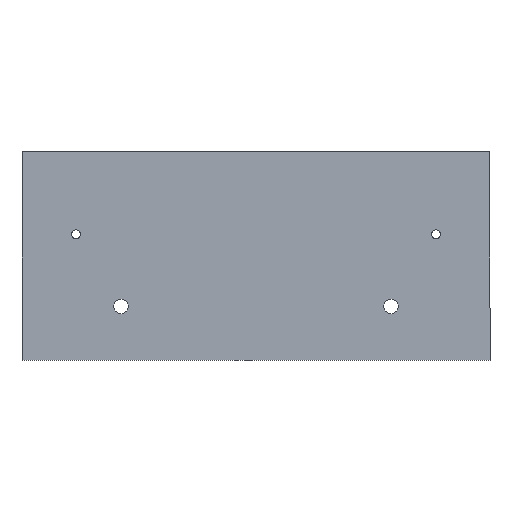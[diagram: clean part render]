
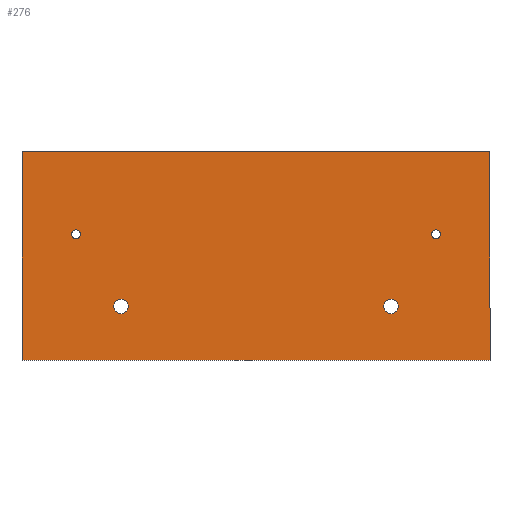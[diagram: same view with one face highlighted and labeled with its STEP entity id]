
A CAD part, top view. The second image highlights one B-rep face of the part: STEP entity #276.
In plain terms, the highlighted planar face has unit normal (0, 0, 1).
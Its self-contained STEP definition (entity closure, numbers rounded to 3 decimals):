
#3 = CARTESIAN_POINT ( 'NONE',  ( -54.731, 41.076, 2. ) ) ;
#6 = DIRECTION ( 'NONE',  ( 1., 0., 0. ) ) ;
#7 = CARTESIAN_POINT ( 'NONE',  ( -25.231, -1.924, 2. ) ) ;
#11 = EDGE_CURVE ( 'NONE', #23, #186, #479, .T. ) ;
#12 = VECTOR ( 'NONE', #200, 1000. ) ;
#16 = DIRECTION ( 'NONE',  ( 0., 0., 1. ) ) ;
#23 = VERTEX_POINT ( 'NONE', #32 ) ;
#32 = CARTESIAN_POINT ( 'NONE',  ( -54.731, 41.076, 2. ) ) ;
#34 = VERTEX_POINT ( 'NONE', #345 ) ;
#44 = CIRCLE ( 'NONE', #280, 1.25 ) ;
#56 = CARTESIAN_POINT ( 'NONE',  ( 75.269, 41.076, 2. ) ) ;
#57 = VERTEX_POINT ( 'NONE', #441 ) ;
#71 = CARTESIAN_POINT ( 'NONE',  ( -38.481, 18.076, 2. ) ) ;
#77 = VERTEX_POINT ( 'NONE', #339 ) ;
#83 = AXIS2_PLACEMENT_3D ( 'NONE', #211, #401, #143 ) ;
#86 = CARTESIAN_POINT ( 'NONE',  ( 59.019, 18.076, 2. ) ) ;
#92 = CARTESIAN_POINT ( 'NONE',  ( -27.231, -1.924, 2. ) ) ;
#93 = ORIENTED_EDGE ( 'NONE', *, *, #205, .F. ) ;
#94 = EDGE_CURVE ( 'NONE', #186, #344, #231, .T. ) ;
#95 = FACE_BOUND ( 'NONE', #217, .T. ) ;
#103 = CARTESIAN_POINT ( 'NONE',  ( 75.269, -16.924, 2. ) ) ;
#120 = AXIS2_PLACEMENT_3D ( 'NONE', #306, #454, #6 ) ;
#130 = ORIENTED_EDGE ( 'NONE', *, *, #11, .T. ) ;
#134 = EDGE_CURVE ( 'NONE', #139, #77, #268, .T. ) ;
#136 = DIRECTION ( 'NONE',  ( 1., 0., 0. ) ) ;
#139 = VERTEX_POINT ( 'NONE', #86 ) ;
#142 = EDGE_LOOP ( 'NONE', ( #204, #369 ) ) ;
#143 = DIRECTION ( 'NONE',  ( 1., 0., 0. ) ) ;
#147 = VERTEX_POINT ( 'NONE', #206 ) ;
#155 = DIRECTION ( 'NONE',  ( 1., 0., 0. ) ) ;
#157 = VERTEX_POINT ( 'NONE', #347 ) ;
#162 = LINE ( 'NONE', #455, #12 ) ;
#167 = CARTESIAN_POINT ( 'NONE',  ( -54.731, -16.924, 2. ) ) ;
#173 = CIRCLE ( 'NONE', #464, 2. ) ;
#176 = DIRECTION ( 'NONE',  ( 0., 0., 1. ) ) ;
#181 = DIRECTION ( 'NONE',  ( 1., 0., 0. ) ) ;
#183 = AXIS2_PLACEMENT_3D ( 'NONE', #465, #16, #136 ) ;
#186 = VERTEX_POINT ( 'NONE', #167 ) ;
#195 = ORIENTED_EDGE ( 'NONE', *, *, #426, .F. ) ;
#200 = DIRECTION ( 'NONE',  ( 0., 1., 0. ) ) ;
#204 = ORIENTED_EDGE ( 'NONE', *, *, #291, .F. ) ;
#205 = EDGE_CURVE ( 'NONE', #77, #139, #251, .T. ) ;
#206 = CARTESIAN_POINT ( 'NONE',  ( -40.981, 18.076, 2. ) ) ;
#209 = EDGE_CURVE ( 'NONE', #344, #286, #162, .T. ) ;
#210 = AXIS2_PLACEMENT_3D ( 'NONE', #263, #446, #440 ) ;
#211 = CARTESIAN_POINT ( 'NONE',  ( 47.769, -1.924, 2. ) ) ;
#212 = ORIENTED_EDGE ( 'NONE', *, *, #94, .T. ) ;
#216 = PLANE ( 'NONE',  #183 ) ;
#217 = EDGE_LOOP ( 'NONE', ( #398, #452 ) ) ;
#219 = VERTEX_POINT ( 'NONE', #7 ) ;
#228 = DIRECTION ( 'NONE',  ( 0., 0., 1. ) ) ;
#231 = LINE ( 'NONE', #261, #421 ) ;
#238 = EDGE_LOOP ( 'NONE', ( #130, #212, #404, #466 ) ) ;
#243 = DIRECTION ( 'NONE',  ( 1., 0., 0. ) ) ;
#251 = CIRCLE ( 'NONE', #120, 1.25 ) ;
#261 = CARTESIAN_POINT ( 'NONE',  ( -54.731, -16.924, 2. ) ) ;
#263 = CARTESIAN_POINT ( 'NONE',  ( -27.231, -1.924, 2. ) ) ;
#265 = CARTESIAN_POINT ( 'NONE',  ( -39.731, 18.076, 2. ) ) ;
#268 = CIRCLE ( 'NONE', #275, 1.25 ) ;
#271 = DIRECTION ( 'NONE',  ( 1., 0., 0. ) ) ;
#275 = AXIS2_PLACEMENT_3D ( 'NONE', #419, #277, #271 ) ;
#276 = ADVANCED_FACE ( 'NONE', ( #362, #431, #95, #394, #434 ), #216, .T. ) ;
#277 = DIRECTION ( 'NONE',  ( 0., 0., 1. ) ) ;
#280 = AXIS2_PLACEMENT_3D ( 'NONE', #265, #416, #442 ) ;
#286 = VERTEX_POINT ( 'NONE', #56 ) ;
#289 = VECTOR ( 'NONE', #481, 1000. ) ;
#291 = EDGE_CURVE ( 'NONE', #34, #157, #450, .T. ) ;
#292 = CARTESIAN_POINT ( 'NONE',  ( -54.731, 41.076, 2. ) ) ;
#297 = EDGE_CURVE ( 'NONE', #157, #34, #173, .T. ) ;
#306 = CARTESIAN_POINT ( 'NONE',  ( 60.269, 18.076, 2. ) ) ;
#310 = VECTOR ( 'NONE', #473, 1000. ) ;
#319 = CIRCLE ( 'NONE', #480, 1.25 ) ;
#321 = EDGE_CURVE ( 'NONE', #219, #57, #358, .T. ) ;
#324 = LINE ( 'NONE', #292, #310 ) ;
#337 = CARTESIAN_POINT ( 'NONE',  ( -39.731, 18.076, 2. ) ) ;
#339 = CARTESIAN_POINT ( 'NONE',  ( 61.519, 18.076, 2. ) ) ;
#342 = ORIENTED_EDGE ( 'NONE', *, *, #134, .F. ) ;
#344 = VERTEX_POINT ( 'NONE', #103 ) ;
#345 = CARTESIAN_POINT ( 'NONE',  ( 49.769, -1.924, 2. ) ) ;
#347 = CARTESIAN_POINT ( 'NONE',  ( 45.769, -1.924, 2. ) ) ;
#348 = EDGE_CURVE ( 'NONE', #286, #23, #324, .T. ) ;
#358 = CIRCLE ( 'NONE', #427, 2. ) ;
#359 = DIRECTION ( 'NONE',  ( 0., 0., 1. ) ) ;
#362 = FACE_BOUND ( 'NONE', #402, .T. ) ;
#369 = ORIENTED_EDGE ( 'NONE', *, *, #297, .F. ) ;
#378 = DIRECTION ( 'NONE',  ( 1., 0., 0. ) ) ;
#381 = CIRCLE ( 'NONE', #210, 2. ) ;
#394 = FACE_BOUND ( 'NONE', #471, .T. ) ;
#398 = ORIENTED_EDGE ( 'NONE', *, *, #467, .F. ) ;
#401 = DIRECTION ( 'NONE',  ( 0., 0., 1. ) ) ;
#402 = EDGE_LOOP ( 'NONE', ( #459, #195 ) ) ;
#404 = ORIENTED_EDGE ( 'NONE', *, *, #209, .T. ) ;
#416 = DIRECTION ( 'NONE',  ( 0., 0., 1. ) ) ;
#419 = CARTESIAN_POINT ( 'NONE',  ( 60.269, 18.076, 2. ) ) ;
#421 = VECTOR ( 'NONE', #378, 1000. ) ;
#426 = EDGE_CURVE ( 'NONE', #57, #219, #381, .T. ) ;
#427 = AXIS2_PLACEMENT_3D ( 'NONE', #92, #176, #181 ) ;
#431 = FACE_BOUND ( 'NONE', #142, .T. ) ;
#433 = EDGE_CURVE ( 'NONE', #147, #463, #319, .T. ) ;
#434 = FACE_OUTER_BOUND ( 'NONE', #238, .T. ) ;
#436 = CARTESIAN_POINT ( 'NONE',  ( 47.769, -1.924, 2. ) ) ;
#440 = DIRECTION ( 'NONE',  ( 1., 0., 0. ) ) ;
#441 = CARTESIAN_POINT ( 'NONE',  ( -29.231, -1.924, 2. ) ) ;
#442 = DIRECTION ( 'NONE',  ( 1., 0., 0. ) ) ;
#446 = DIRECTION ( 'NONE',  ( 0., 0., 1. ) ) ;
#450 = CIRCLE ( 'NONE', #83, 2. ) ;
#452 = ORIENTED_EDGE ( 'NONE', *, *, #433, .F. ) ;
#454 = DIRECTION ( 'NONE',  ( 0., 0., 1. ) ) ;
#455 = CARTESIAN_POINT ( 'NONE',  ( 75.269, 41.076, 2. ) ) ;
#459 = ORIENTED_EDGE ( 'NONE', *, *, #321, .F. ) ;
#463 = VERTEX_POINT ( 'NONE', #71 ) ;
#464 = AXIS2_PLACEMENT_3D ( 'NONE', #436, #359, #243 ) ;
#465 = CARTESIAN_POINT ( 'NONE',  ( 0., 0., 2. ) ) ;
#466 = ORIENTED_EDGE ( 'NONE', *, *, #348, .T. ) ;
#467 = EDGE_CURVE ( 'NONE', #463, #147, #44, .T. ) ;
#471 = EDGE_LOOP ( 'NONE', ( #93, #342 ) ) ;
#473 = DIRECTION ( 'NONE',  ( -1., 0., 0. ) ) ;
#479 = LINE ( 'NONE', #3, #289 ) ;
#480 = AXIS2_PLACEMENT_3D ( 'NONE', #337, #228, #155 ) ;
#481 = DIRECTION ( 'NONE',  ( 0., -1., 0. ) ) ;
